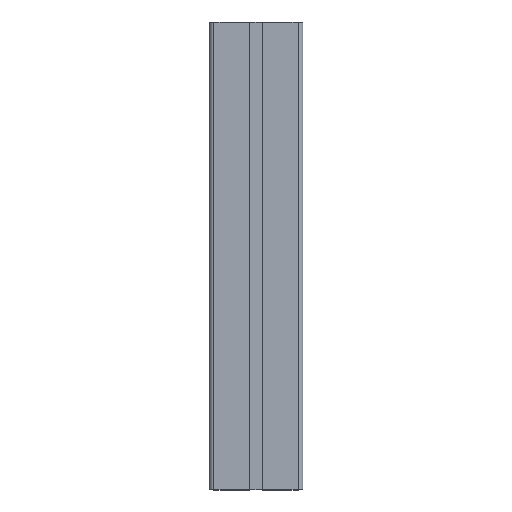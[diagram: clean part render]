
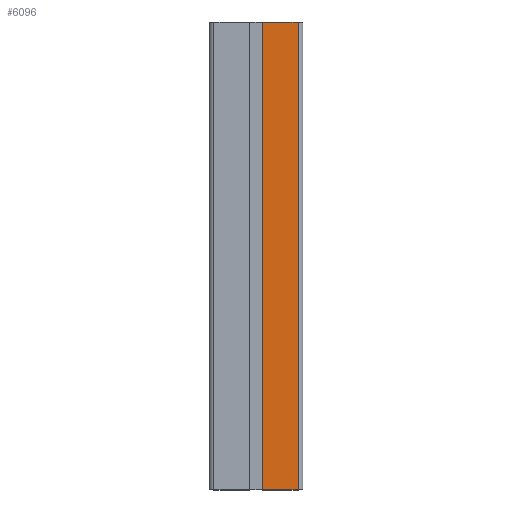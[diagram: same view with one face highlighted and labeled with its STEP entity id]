
A CAD part, top view. The second image highlights one B-rep face of the part: STEP entity #6096.
In plain terms, the highlighted face is planar.
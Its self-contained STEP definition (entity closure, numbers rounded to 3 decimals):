
#1365 = LINE ( 'NONE', #1413, #3230 ) ;
#1393 = DIRECTION ( 'NONE',  ( -1., 0., 0. ) ) ;
#1413 = CARTESIAN_POINT ( 'NONE',  ( -4.1, 30., -300. ) ) ;
#2139 = DIRECTION ( 'NONE',  ( 0., 0., 1. ) ) ;
#2140 = DIRECTION ( 'NONE',  ( 0., 1., 0. ) ) ;
#2144 = PLANE ( 'NONE',  #3316 ) ;
#2147 = FACE_OUTER_BOUND ( 'NONE', #7629, .T. ) ;
#2148 = CARTESIAN_POINT ( 'NONE',  ( -4.1, 30., -300. ) ) ;
#3230 = VECTOR ( 'NONE', #1393, 1000. ) ;
#3254 = VECTOR ( 'NONE', #7299, 1000. ) ;
#3272 = VECTOR ( 'NONE', #7273, 1000. ) ;
#3316 = AXIS2_PLACEMENT_3D ( 'NONE', #2148, #2140, #2139 ) ;
#3542 = EDGE_CURVE ( 'NONE', #6712, #6710, #3751, .T. ) ;
#3742 = CARTESIAN_POINT ( 'NONE',  ( -27., 30., -300. ) ) ;
#3751 = LINE ( 'NONE', #3742, #4615 ) ;
#3753 = DIRECTION ( 'NONE',  ( 0., 0., 1. ) ) ;
#4615 = VECTOR ( 'NONE', #3753, 1000. ) ;
#5051 = ORIENTED_EDGE ( 'NONE', *, *, #6590, .T. ) ;
#5062 = ORIENTED_EDGE ( 'NONE', *, *, #6630, .F. ) ;
#5080 = ORIENTED_EDGE ( 'NONE', *, *, #6627, .F. ) ;
#5096 = ORIENTED_EDGE ( 'NONE', *, *, #3542, .T. ) ;
#6096 = ADVANCED_FACE ( 'PLANAR_0', ( #2147 ), #2144, .T. ) ;
#6590 = EDGE_CURVE ( 'NONE', #6708, #6712, #1365, .T. ) ;
#6627 = EDGE_CURVE ( 'NONE', #6708, #6740, #7295, .T. ) ;
#6630 = EDGE_CURVE ( 'NONE', #6740, #6710, #7281, .T. ) ;
#6708 = VERTEX_POINT ( 'NONE', #7361 ) ;
#6710 = VERTEX_POINT ( 'NONE', #7375 ) ;
#6712 = VERTEX_POINT ( 'NONE', #7351 ) ;
#6740 = VERTEX_POINT ( 'NONE', #7360 ) ;
#7273 = DIRECTION ( 'NONE',  ( 0., 0., 1. ) ) ;
#7281 = LINE ( 'NONE', #7291, #3254 ) ;
#7285 = CARTESIAN_POINT ( 'NONE',  ( -4.1, 30., -300. ) ) ;
#7291 = CARTESIAN_POINT ( 'NONE',  ( -4.1, 30., 0. ) ) ;
#7295 = LINE ( 'NONE', #7285, #3272 ) ;
#7299 = DIRECTION ( 'NONE',  ( -1., 0., 0. ) ) ;
#7351 = CARTESIAN_POINT ( 'NONE',  ( -27., 30., -300. ) ) ;
#7360 = CARTESIAN_POINT ( 'NONE',  ( -4.1, 30., 0. ) ) ;
#7361 = CARTESIAN_POINT ( 'NONE',  ( -4.1, 30., -300. ) ) ;
#7375 = CARTESIAN_POINT ( 'NONE',  ( -27., 30., 0. ) ) ;
#7629 = EDGE_LOOP ( 'NONE', ( #5062, #5080, #5051, #5096 ) ) ;
